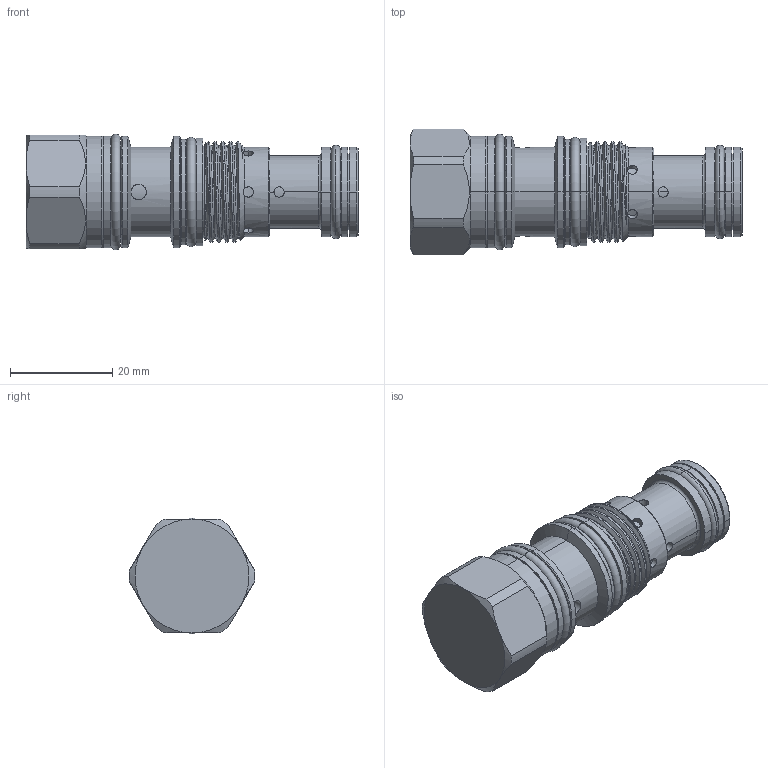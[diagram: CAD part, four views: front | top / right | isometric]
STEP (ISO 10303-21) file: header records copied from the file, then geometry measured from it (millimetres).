
FILE_DESCRIPTION (( 'STEP AP203' ), '1' );
FILE_NAME ('LS11A3B-N.STEP', '2020-03-27T03:12:46', ( '' ), ( '' ), 'SwSTEP 2.0', 'SolidWorks 2018', '' );
FILE_SCHEMA (( 'CONFIG_CONTROL_DESIGN' ));
Length unit declared in the file: millimetre
Products named in the file (1): LS11A3B-N
Bounding box: 64.8 x 24.59 x 22.55 mm (x, y, z)
Volume: 18607 mm3; surface area: 7410.8 mm2
Topology: 2 solids, 2 shells, 191 faces, 446 edges, 278 vertices
Faces by surface type: cylinder 100, plane 35, cone 31, torus 22, bspline 3
Entity records: 7745 total; most frequent: CARTESIAN_POINT 3413, ORIENTED_EDGE 892, DIRECTION 891, EDGE_CURVE 446, AXIS2_PLACEMENT_3D 379, VERTEX_POINT 278, EDGE_LOOP 212, ADVANCED_FACE 191
